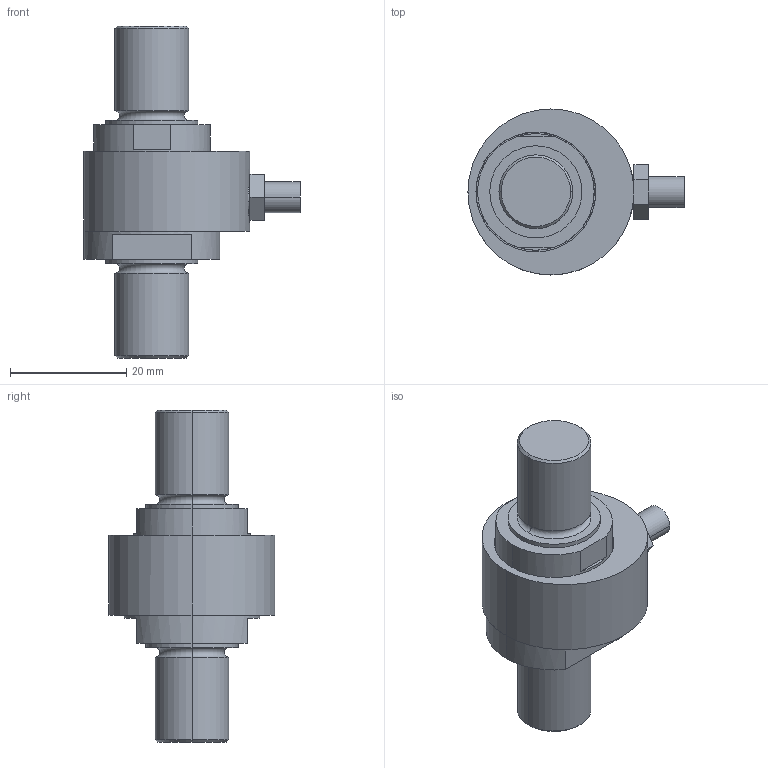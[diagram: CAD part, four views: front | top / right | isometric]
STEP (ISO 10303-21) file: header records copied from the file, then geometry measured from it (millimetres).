
FILE_DESCRIPTION((''),'2;1');
FILE_NAME('LCM425.stp','2010-12-13T13:02:05',(''),(''),'Mechanical Desktop 2008','Mechanical Desktop 2008',', , ');
FILE_SCHEMA(('CONFIG_CONTROL_DESIGN'));
Length unit declared in the file: inch
Products named in the file (5): FI1121-A; 1744; RM_SDB; 26; NEWDWG
Assembly tree (141 placements, depth 3):
  FI1121-A
    1744
    RM_SDB  x3
    26  x110
    NEWDWG  x5
      26
Bounding box: 37.21 x 28.57 x 57.15 mm (x, y, z)
Volume: 16311.6 mm3; surface area: 6796.6 mm2
Topology: 1 solids, 1 shells, 91 faces, 229 edges, 148 vertices
Faces by surface type: cylinder 40, plane 33, bspline 8, cone 6, torus 4
Full cylindrical faces by diameter (mm): 6.223 x1
Entity records: 4554 total; most frequent: CARTESIAN_POINT 1203, DIRECTION 773, ORIENTED_EDGE 458, AXIS2_PLACEMENT_3D 342, EDGE_CURVE 229, VERTEX_POINT 148, PRODUCT_DEFINITION_SHAPE 146, ITEM_DEFINED_TRANSFORMATION 141
